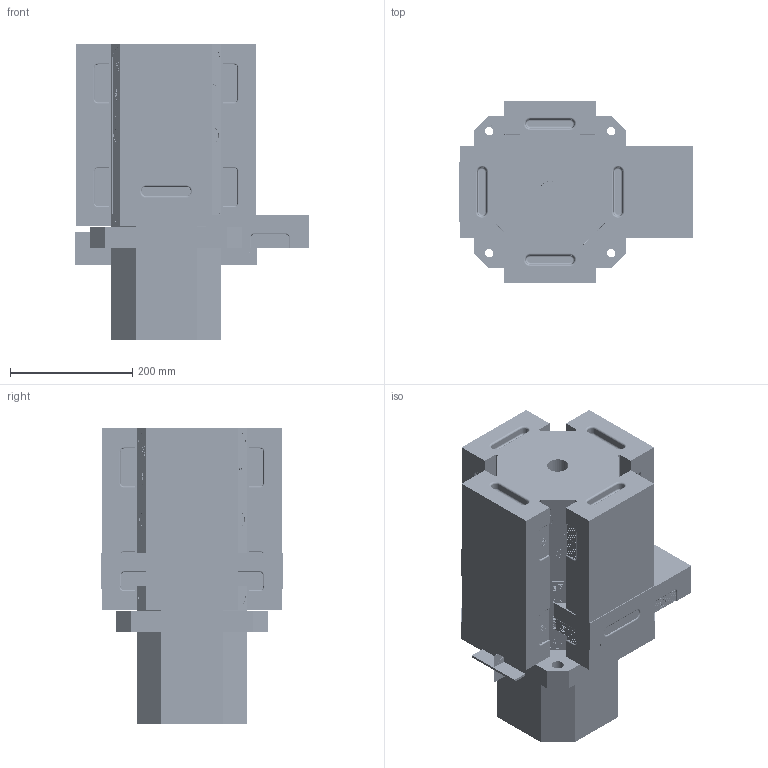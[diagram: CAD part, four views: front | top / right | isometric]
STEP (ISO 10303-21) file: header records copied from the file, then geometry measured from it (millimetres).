
FILE_DESCRIPTION( ( 'Unknown' ), '1' );
FILE_NAME( 'ALV-1030-C-0WH.stp', 'Unknown', ( 'S.C.H' ), ( 'Unknown' ), 'XStep 1.0', 'Unknown', ' ' );
FILE_SCHEMA( ( 'CONFIG_CONTROL_DESIGN' ) );
Length unit declared in the file: millimetre
Products named in the file (20): Assem1; Assem2; Assem3; 1; 2; 3; 4; 5; 6; 7; 8; 9; 10; 11; 12; 13; 14; 15; 16; 17
Bounding box: 384 x 299 x 485 mm (x, y, z)
Volume: 38351150.2 mm3; surface area: 2469148.2 mm2
Topology: 102 solids, 102 shells, 11375 faces, 29542 edges, 19626 vertices
Faces by surface type: plane 7256, cylinder 2414, extrusion 1585, torus 112, cone 8
Full cylindrical faces by diameter (mm): 4.83 x5, 5.053 x5, 12 x8, 14 x16, 20 x16, 35 x2
Entity records: 52424 total; most frequent: CARTESIAN_POINT 14158, ORIENTED_EDGE 8012, DIRECTION 6776, EDGE_CURVE 4006, VECTOR 3126, LINE 2809, VERTEX_POINT 2682, AXIS2_PLACEMENT_3D 1825
